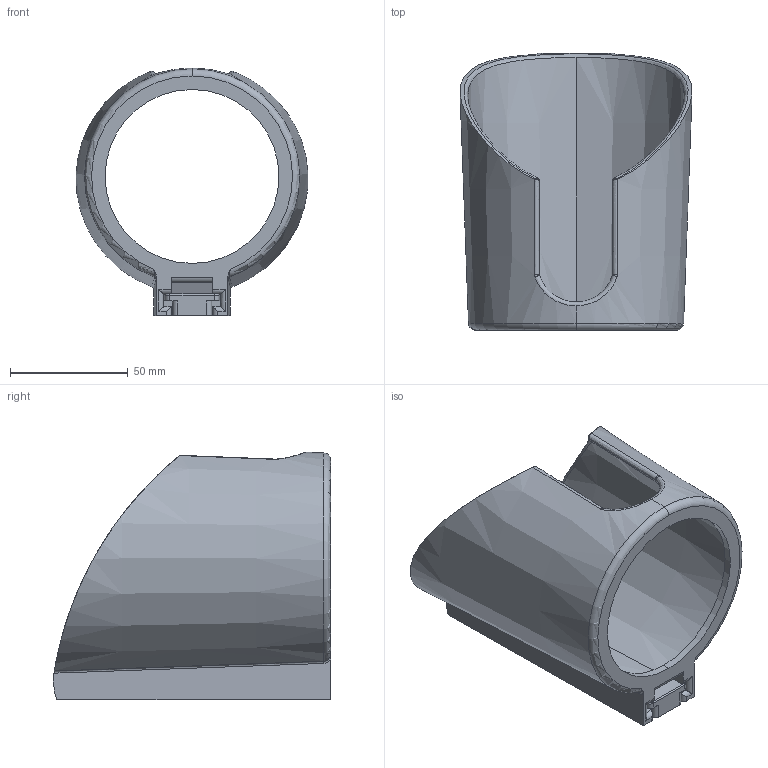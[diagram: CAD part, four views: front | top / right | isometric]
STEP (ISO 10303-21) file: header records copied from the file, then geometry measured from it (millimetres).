
FILE_DESCRIPTION (( 'STEP AP214' ), '1' );
FILE_NAME ('A390 Äåðæàòåëü äëÿ èíñòðóìåíòà.STEP', '2020-08-07T06:35:23', ( 'Ïîëüçîâàòåëü Windows' ), ( '' ), 'SwSTEP 2.0', 'SolidWorks 2020', '' );
FILE_SCHEMA (( 'AUTOMOTIVE_DESIGN' ));
Length unit declared in the file: millimetre
Products named in the file (3): A390 Êðåïëåíèå ê ïðîôèëþ_00; A390 Äåðæàòåëü äëÿ èíñòðóìåíòà; A390 昢膼瘔膻嬅00
Assembly tree (2 placements, depth 2):
  A390 Äåðæàòåëü äëÿ èíñòðóìåíòà
    A390 昢膼瘔膻嬅00
    A390 Êðåïëåíèå ê ïðîôèëþ_00
Bounding box: 98.72 x 117.91 x 105.3 mm (x, y, z)
Volume: 117829 mm3; surface area: 73681.9 mm2
Topology: 2 solids, 2 shells, 195 faces, 513 edges, 319 vertices
Faces by surface type: cylinder 82, plane 56, torus 26, bspline 17, cone 8, sphere 6
Entity records: 7603 total; most frequent: CARTESIAN_POINT 2699, DIRECTION 1034, ORIENTED_EDGE 1018, EDGE_CURVE 509, AXIS2_PLACEMENT_3D 398, VERTEX_POINT 319, VECTOR 238, LINE 238
